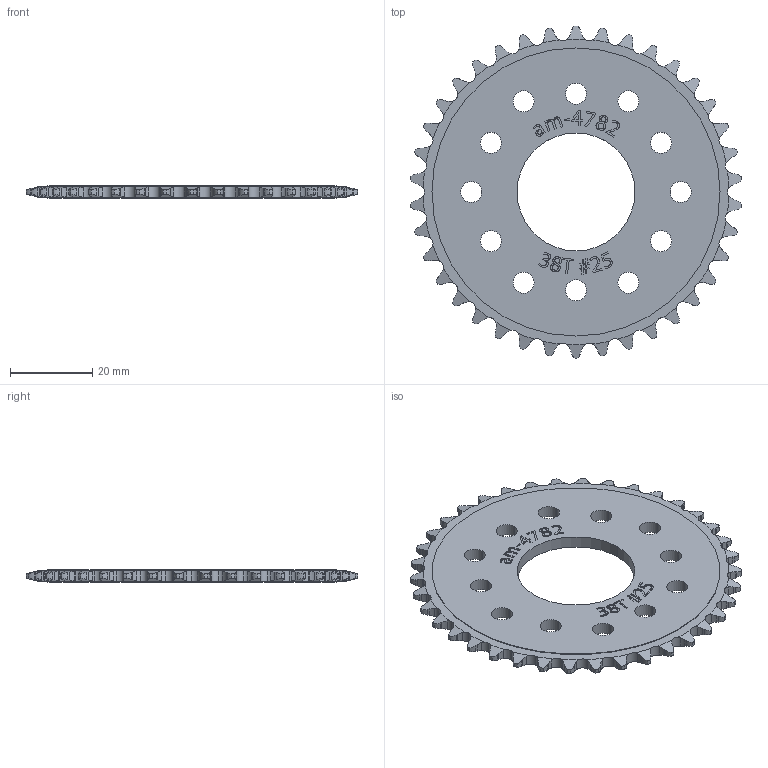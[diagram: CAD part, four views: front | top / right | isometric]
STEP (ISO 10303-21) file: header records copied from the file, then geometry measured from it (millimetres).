
FILE_DESCRIPTION (( 'STEP AP203' ), '1' );
FILE_NAME ('am-4782 38T 25 Chain 1125in Plate.STEP', '2022-08-03T20:13:12', ( '' ), ( '' ), 'SwSTEP 2.0', 'SolidWorks 2022', '' );
FILE_SCHEMA (( 'CONFIG_CONTROL_DESIGN' ));
Length unit declared in the file: inch
Products named in the file (1): am-4782 38T 25 Chain 1125in Plate
Bounding box: 80.28 x 80.5 x 3 mm (x, y, z)
Volume: 10681.2 mm3; surface area: 9144.7 mm2
Topology: 1 solids, 1 shells, 672 faces, 1944 edges, 1296 vertices
Faces by surface type: cylinder 279, plane 226, bspline 91, cone 76
Entity records: 27275 total; most frequent: CARTESIAN_POINT 11036, ORIENTED_EDGE 3888, DIRECTION 2592, EDGE_CURVE 1944, VERTEX_POINT 1296, AXIS2_PLACEMENT_3D 884, LINE 824, VECTOR 824
